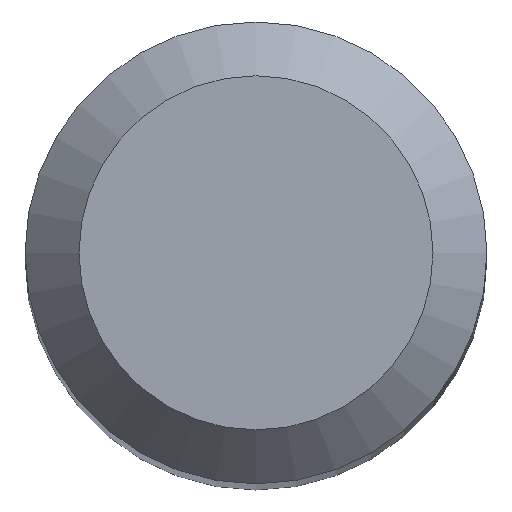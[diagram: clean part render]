
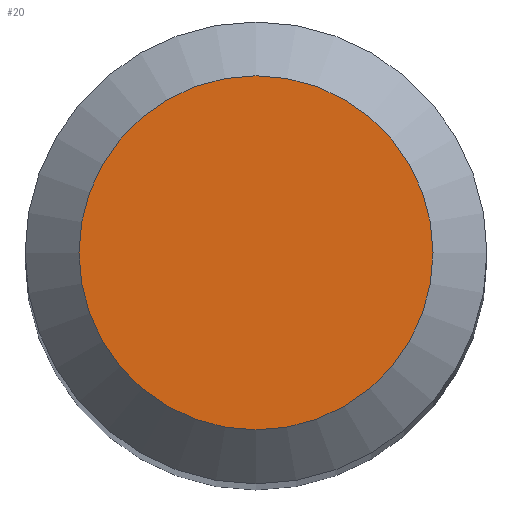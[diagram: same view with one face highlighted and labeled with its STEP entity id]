
A CAD part, top view. The second image highlights one B-rep face of the part: STEP entity #20.
In plain terms, the highlighted planar face has unit normal (0, 0, 1).
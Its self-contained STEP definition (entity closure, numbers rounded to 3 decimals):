
#20 = ADVANCED_FACE ( 'NONE', ( #142 ), #108, .F. ) ;
#36 = DIRECTION ( 'NONE',  ( 0., 1., 0. ) ) ;
#37 = CARTESIAN_POINT ( 'NONE',  ( 0., 0., 79. ) ) ;
#38 = DIRECTION ( 'NONE',  ( 0., 0., -1. ) ) ;
#60 = DIRECTION ( 'NONE',  ( 0., 0., -1. ) ) ;
#108 = PLANE ( 'NONE',  #161 ) ;
#127 = EDGE_LOOP ( 'NONE', ( #208 ) ) ;
#142 = FACE_OUTER_BOUND ( 'NONE', #127, .T. ) ;
#144 = AXIS2_PLACEMENT_3D ( 'NONE', #158, #60, #36 ) ;
#149 = EDGE_CURVE ( 'NONE', #191, #191, #252, .T. ) ;
#158 = CARTESIAN_POINT ( 'NONE',  ( 0., 0., 79. ) ) ;
#161 = AXIS2_PLACEMENT_3D ( 'NONE', #37, #38, #206 ) ;
#164 = CARTESIAN_POINT ( 'NONE',  ( 0., 2.3, 79. ) ) ;
#191 = VERTEX_POINT ( 'NONE', #164 ) ;
#206 = DIRECTION ( 'NONE',  ( 0., 1., 0. ) ) ;
#208 = ORIENTED_EDGE ( 'NONE', *, *, #149, .F. ) ;
#252 = CIRCLE ( 'NONE', #144, 2.3 ) ;
